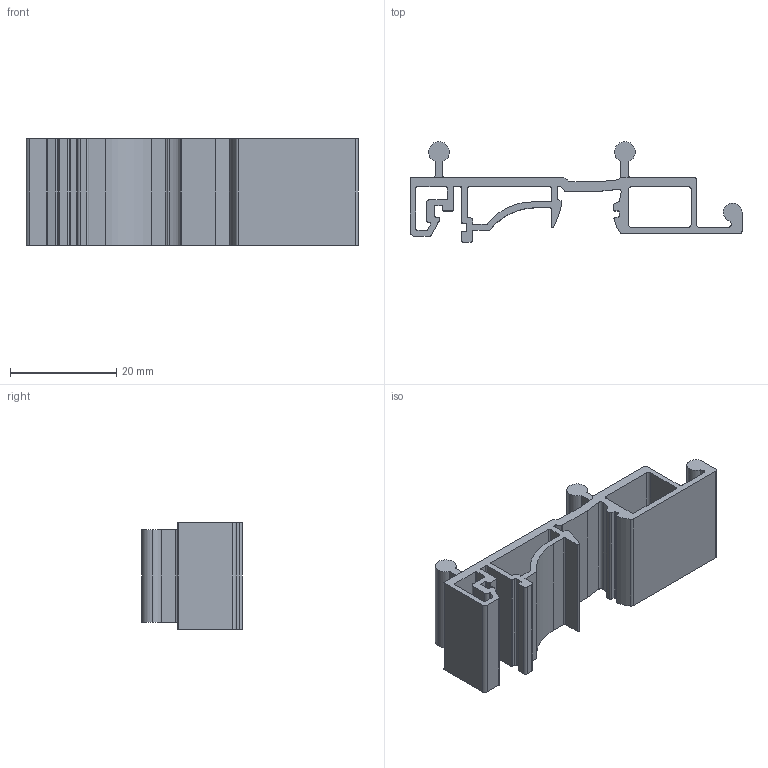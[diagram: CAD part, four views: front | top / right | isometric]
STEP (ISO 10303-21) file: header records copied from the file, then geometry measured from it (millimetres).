
FILE_DESCRIPTION (( 'STEP AP203' ), '1' );
FILE_NAME ('KART YUVASI SERISI - 72 MM MODÜL - AYAK.STEP', '2018-10-04T11:59:39', ( 'user' ), ( '' ), 'SwSTEP 2.0', 'SolidWorks 2016', '' );
FILE_SCHEMA (( 'CONFIG_CONTROL_DESIGN' ));
Length unit declared in the file: millimetre
Products named in the file (1): KART YUVASI SERISI  - 72 MM MODÜL - AYAK
Bounding box: 62.5 x 18.95 x 20 mm (x, y, z)
Volume: 5281 mm3; surface area: 7318.9 mm2
Topology: 1 solids, 1 shells, 143 faces, 418 edges, 278 vertices
Faces by surface type: plane 72, cylinder 71
Entity records: 4867 total; most frequent: DIRECTION 848, CARTESIAN_POINT 840, ORIENTED_EDGE 836, EDGE_CURVE 418, AXIS2_PLACEMENT_3D 286, VERTEX_POINT 278, LINE 276, VECTOR 276
